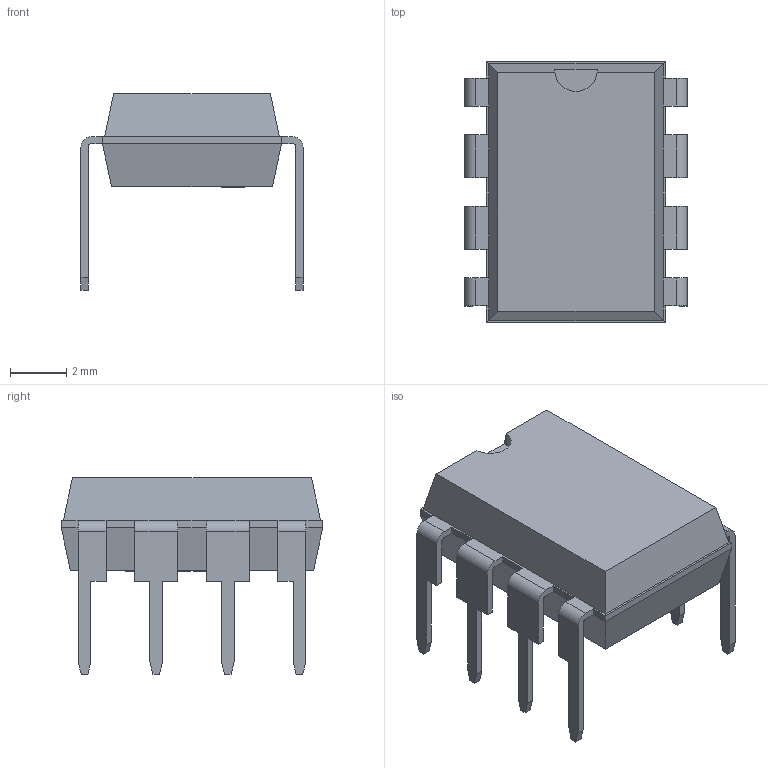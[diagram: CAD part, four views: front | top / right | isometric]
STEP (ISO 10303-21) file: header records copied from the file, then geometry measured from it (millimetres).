
FILE_DESCRIPTION(('FreeCAD Model'),'2;1');
FILE_NAME( 'huh.step' ,'2018-08-18T01:42:07',('Author'),(''), 'Open CASCADE STEP processor 7.2','FreeCAD','Unknown');
FILE_SCHEMA(('AUTOMOTIVE_DESIGN { 1 0 10303 214 1 1 1 1 }'));
Length unit declared in the file: millimetre
Products named in the file (3): DIP-8_W7.62mm; Extrude; Cut
Bounding box: 7.87 x 9.27 x 6.98 mm (x, y, z)
Volume: 369.9 mm3; surface area: 598.1 mm2
Topology: 9 solids, 9 shells, 537 faces, 1664 edges, 1154 vertices
Faces by surface type: plane 271, extrusion 192, bspline 40, cylinder 34
Entity records: 44764 total; most frequent: CARTESIAN_POINT 12392, DIRECTION 4350, VECTOR 3550, LINE 3358, ORIENTED_EDGE 3328, PCURVE 3328, DEFINITIONAL_REPRESENTATION 3328, B_SPLINE_CURVE_WITH_KNOTS 1682
